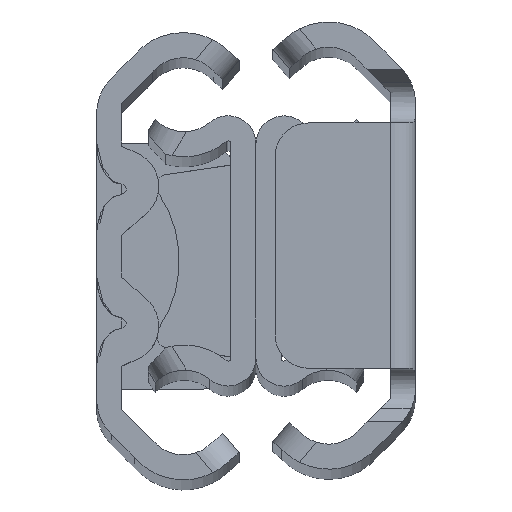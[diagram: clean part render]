
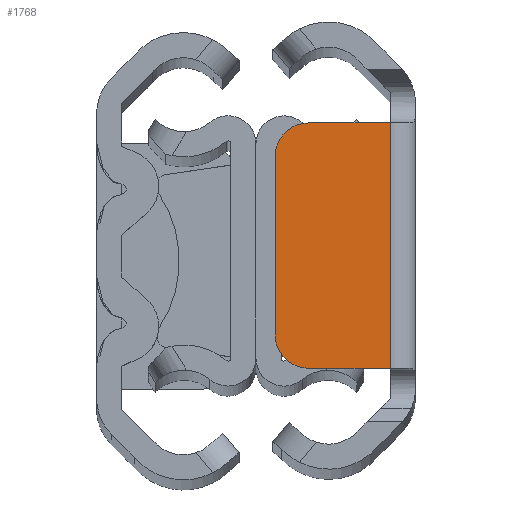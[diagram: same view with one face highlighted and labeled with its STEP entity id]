
A CAD part, top view. The second image highlights one B-rep face of the part: STEP entity #1768.
In plain terms, the highlighted face is planar.
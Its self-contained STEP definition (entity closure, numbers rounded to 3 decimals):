
#57 = CIRCLE ( 'NONE', #4356, 2. ) ;
#59 = DIRECTION ( 'NONE',  ( 0., 0., -1. ) ) ;
#90 = CARTESIAN_POINT ( 'NONE',  ( -1.5, -7.35, -350. ) ) ;
#167 = FACE_OUTER_BOUND ( 'NONE', #348, .T. ) ;
#189 = DIRECTION ( 'NONE',  ( 0., 1., 0. ) ) ;
#337 = EDGE_CURVE ( 'NONE', #2991, #4349, #527, .T. ) ;
#348 = EDGE_LOOP ( 'NONE', ( #935, #821, #3471, #5084, #1103, #3107 ) ) ;
#527 = LINE ( 'NONE', #90, #1243 ) ;
#552 = VECTOR ( 'NONE', #3698, 1000. ) ;
#624 = PLANE ( 'NONE',  #1151 ) ;
#722 = CARTESIAN_POINT ( 'NONE',  ( 0., -7.35, -350. ) ) ;
#821 = ORIENTED_EDGE ( 'NONE', *, *, #4482, .T. ) ;
#881 = DIRECTION ( 'NONE',  ( 1., 0., 0. ) ) ;
#935 = ORIENTED_EDGE ( 'NONE', *, *, #337, .F. ) ;
#1001 = CARTESIAN_POINT ( 'NONE',  ( 1.5, -8.548, -350. ) ) ;
#1103 = ORIENTED_EDGE ( 'NONE', *, *, #3810, .F. ) ;
#1151 = AXIS2_PLACEMENT_3D ( 'NONE', #1001, #1719, #3295 ) ;
#1243 = VECTOR ( 'NONE', #4043, 1000. ) ;
#1286 = EDGE_CURVE ( 'NONE', #2883, #4984, #1810, .T. ) ;
#1330 = DIRECTION ( 'NONE',  ( 0., 0., -1. ) ) ;
#1684 = CARTESIAN_POINT ( 'NONE',  ( -1.5, 7.35, -350. ) ) ;
#1700 = CARTESIAN_POINT ( 'NONE',  ( 4.9, 5.35, -350. ) ) ;
#1719 = DIRECTION ( 'NONE',  ( 0., 0., 1. ) ) ;
#1768 = ADVANCED_FACE ( 'NONE', ( #167 ), #624, .F. ) ;
#1810 = CIRCLE ( 'NONE', #4708, 2. ) ;
#2057 = DIRECTION ( 'NONE',  ( 1., 0., 0. ) ) ;
#2174 = CARTESIAN_POINT ( 'NONE',  ( 4.9, -7.35, -350. ) ) ;
#2615 = VECTOR ( 'NONE', #189, 1000. ) ;
#2729 = CARTESIAN_POINT ( 'NONE',  ( 6.9, 5.35, -350. ) ) ;
#2883 = VERTEX_POINT ( 'NONE', #3564 ) ;
#2912 = VERTEX_POINT ( 'NONE', #4718 ) ;
#2991 = VERTEX_POINT ( 'NONE', #722 ) ;
#3078 = EDGE_CURVE ( 'NONE', #3597, #2883, #3233, .T. ) ;
#3107 = ORIENTED_EDGE ( 'NONE', *, *, #4242, .T. ) ;
#3233 = LINE ( 'NONE', #1684, #552 ) ;
#3239 = LINE ( 'NONE', #4827, #2615 ) ;
#3295 = DIRECTION ( 'NONE',  ( 1., 0., 0. ) ) ;
#3317 = CARTESIAN_POINT ( 'NONE',  ( 4.9, -5.35, -350. ) ) ;
#3471 = ORIENTED_EDGE ( 'NONE', *, *, #3078, .T. ) ;
#3564 = CARTESIAN_POINT ( 'NONE',  ( 4.9, 7.35, -350. ) ) ;
#3597 = VERTEX_POINT ( 'NONE', #5101 ) ;
#3698 = DIRECTION ( 'NONE',  ( 1., 0., 0. ) ) ;
#3810 = EDGE_CURVE ( 'NONE', #2912, #4984, #3239, .T. ) ;
#4043 = DIRECTION ( 'NONE',  ( 1., 0., 0. ) ) ;
#4242 = EDGE_CURVE ( 'NONE', #2912, #4349, #57, .T. ) ;
#4255 = CARTESIAN_POINT ( 'NONE',  ( 0., 7.35, -350. ) ) ;
#4286 = LINE ( 'NONE', #4255, #4961 ) ;
#4349 = VERTEX_POINT ( 'NONE', #2174 ) ;
#4356 = AXIS2_PLACEMENT_3D ( 'NONE', #3317, #1330, #881 ) ;
#4482 = EDGE_CURVE ( 'NONE', #2991, #3597, #4286, .T. ) ;
#4708 = AXIS2_PLACEMENT_3D ( 'NONE', #1700, #59, #2057 ) ;
#4718 = CARTESIAN_POINT ( 'NONE',  ( 6.9, -5.35, -350. ) ) ;
#4827 = CARTESIAN_POINT ( 'NONE',  ( 6.9, 7.35, -350. ) ) ;
#4961 = VECTOR ( 'NONE', #5090, 1000. ) ;
#4984 = VERTEX_POINT ( 'NONE', #2729 ) ;
#5084 = ORIENTED_EDGE ( 'NONE', *, *, #1286, .T. ) ;
#5090 = DIRECTION ( 'NONE',  ( 0., 1., 0. ) ) ;
#5101 = CARTESIAN_POINT ( 'NONE',  ( 0., 7.35, -350. ) ) ;
